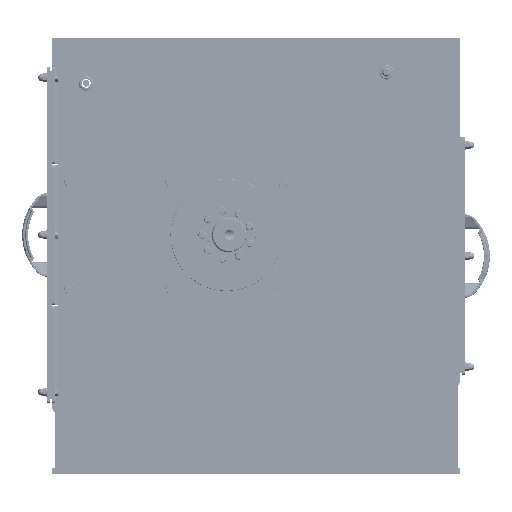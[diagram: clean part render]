
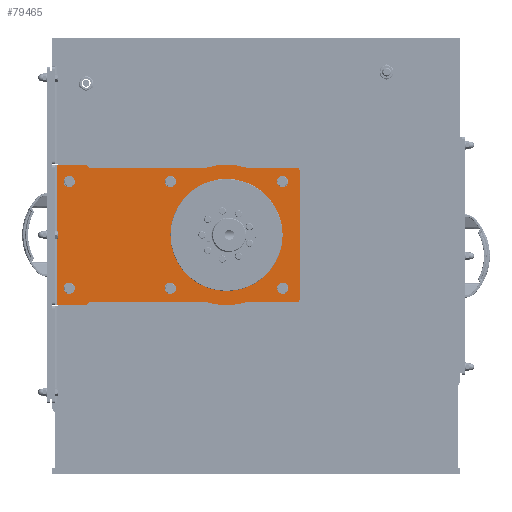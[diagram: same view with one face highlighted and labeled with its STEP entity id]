
A CAD part, left-side view. The second image highlights one B-rep face of the part: STEP entity #79465.
In plain terms, the highlighted planar face has unit normal (-1, 0, 0).
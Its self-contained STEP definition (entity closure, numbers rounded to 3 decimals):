
#5761=LINE('',#127197,#11424);
#5767=LINE('',#127218,#11430);
#5770=LINE('',#127224,#11433);
#5774=LINE('',#127230,#11437);
#5777=LINE('',#127235,#11440);
#5780=LINE('',#127247,#11443);
#5783=LINE('',#127253,#11446);
#5786=LINE('',#127258,#11449);
#5788=LINE('',#127262,#11451);
#5789=LINE('',#127263,#11452);
#11424=VECTOR('',#100876,10.);
#11430=VECTOR('',#100896,10.);
#11433=VECTOR('',#100901,10.);
#11437=VECTOR('',#100907,10.);
#11440=VECTOR('',#100912,10.);
#11443=VECTOR('',#100923,10.);
#11446=VECTOR('',#100928,10.);
#11449=VECTOR('',#100933,10.);
#11451=VECTOR('',#100937,10.);
#11452=VECTOR('',#100938,10.);
#15875=FACE_BOUND('',#23498,.T.);
#15876=FACE_BOUND('',#23499,.T.);
#15877=FACE_BOUND('',#23500,.T.);
#15878=FACE_BOUND('',#23501,.T.);
#15879=FACE_BOUND('',#23502,.T.);
#15880=FACE_BOUND('',#23503,.T.);
#15881=FACE_BOUND('',#23504,.T.);
#18469=FACE_OUTER_BOUND('',#23497,.T.);
#23497=EDGE_LOOP('',(#58586,#58587,#58588,#58589,#58590,#58591,#58592,#58593,
#58594,#58595,#58596,#58597,#58598,#58599));
#23498=EDGE_LOOP('',(#58600));
#23499=EDGE_LOOP('',(#58601));
#23500=EDGE_LOOP('',(#58602));
#23501=EDGE_LOOP('',(#58603));
#23502=EDGE_LOOP('',(#58604));
#23503=EDGE_LOOP('',(#58605));
#23504=EDGE_LOOP('',(#58606));
#26597=CIRCLE('',#82520,10.);
#26617=CIRCLE('',#82565,10.);
#26661=CIRCLE('',#82672,10.);
#26663=CIRCLE('',#82676,10.);
#28082=CIRCLE('',#85812,99.5);
#28120=CIRCLE('',#85878,5.);
#28123=CIRCLE('',#85883,5.);
#28124=CIRCLE('',#85885,125.);
#28127=CIRCLE('',#85893,125.);
#28128=CIRCLE('',#85898,10.);
#28129=CIRCLE('',#85899,10.);
#30422=VERTEX_POINT('',#114121);
#30456=VERTEX_POINT('',#114257);
#30538=VERTEX_POINT('',#114607);
#30540=VERTEX_POINT('',#114614);
#33368=VERTEX_POINT('',#127024);
#33429=VERTEX_POINT('',#127187);
#33430=VERTEX_POINT('',#127188);
#33433=VERTEX_POINT('',#127196);
#33436=VERTEX_POINT('',#127204);
#33437=VERTEX_POINT('',#127208);
#33438=VERTEX_POINT('',#127209);
#33441=VERTEX_POINT('',#127217);
#33443=VERTEX_POINT('',#127223);
#33445=VERTEX_POINT('',#127233);
#33448=VERTEX_POINT('',#127240);
#33449=VERTEX_POINT('',#127242);
#33450=VERTEX_POINT('',#127246);
#33452=VERTEX_POINT('',#127252);
#33454=VERTEX_POINT('',#127261);
#33455=VERTEX_POINT('',#127264);
#33456=VERTEX_POINT('',#127266);
#37713=EDGE_CURVE('',#30422,#30422,#26597,.T.);
#37766=EDGE_CURVE('',#30456,#30456,#26617,.T.);
#37899=EDGE_CURVE('',#30538,#30538,#26661,.T.);
#37902=EDGE_CURVE('',#30540,#30540,#26663,.T.);
#42178=EDGE_CURVE('',#33368,#33368,#28082,.T.);
#42251=EDGE_CURVE('',#33429,#33430,#28120,.T.);
#42255=EDGE_CURVE('',#33430,#33433,#5761,.T.);
#42259=EDGE_CURVE('',#33433,#33436,#28123,.T.);
#42261=EDGE_CURVE('',#33437,#33438,#28124,.T.);
#42265=EDGE_CURVE('',#33438,#33441,#5767,.T.);
#42268=EDGE_CURVE('',#33441,#33443,#5770,.T.);
#42272=EDGE_CURVE('',#33429,#33437,#5774,.T.);
#42275=EDGE_CURVE('',#33443,#33445,#5777,.T.);
#42278=EDGE_CURVE('',#33449,#33448,#28127,.T.);
#42280=EDGE_CURVE('',#33450,#33449,#5780,.T.);
#42283=EDGE_CURVE('',#33452,#33450,#5783,.T.);
#42286=EDGE_CURVE('',#33448,#33436,#5786,.T.);
#42288=EDGE_CURVE('',#33454,#33445,#5788,.T.);
#42289=EDGE_CURVE('',#33452,#33454,#5789,.T.);
#42290=EDGE_CURVE('',#33455,#33455,#28128,.T.);
#42291=EDGE_CURVE('',#33456,#33456,#28129,.T.);
#58586=ORIENTED_EDGE('',*,*,#42251,.F.);
#58587=ORIENTED_EDGE('',*,*,#42272,.T.);
#58588=ORIENTED_EDGE('',*,*,#42261,.T.);
#58589=ORIENTED_EDGE('',*,*,#42265,.T.);
#58590=ORIENTED_EDGE('',*,*,#42268,.T.);
#58591=ORIENTED_EDGE('',*,*,#42275,.T.);
#58592=ORIENTED_EDGE('',*,*,#42288,.F.);
#58593=ORIENTED_EDGE('',*,*,#42289,.F.);
#58594=ORIENTED_EDGE('',*,*,#42283,.T.);
#58595=ORIENTED_EDGE('',*,*,#42280,.T.);
#58596=ORIENTED_EDGE('',*,*,#42278,.T.);
#58597=ORIENTED_EDGE('',*,*,#42286,.T.);
#58598=ORIENTED_EDGE('',*,*,#42259,.F.);
#58599=ORIENTED_EDGE('',*,*,#42255,.F.);
#58600=ORIENTED_EDGE('',*,*,#37713,.T.);
#58601=ORIENTED_EDGE('',*,*,#37766,.T.);
#58602=ORIENTED_EDGE('',*,*,#37899,.T.);
#58603=ORIENTED_EDGE('',*,*,#37902,.T.);
#58604=ORIENTED_EDGE('',*,*,#42290,.T.);
#58605=ORIENTED_EDGE('',*,*,#42291,.T.);
#58606=ORIENTED_EDGE('',*,*,#42178,.T.);
#71429=PLANE('',#85897);
#79465=ADVANCED_FACE('',(#18469,#15875,#15876,#15877,#15878,#15879,#15880,
#15881),#71429,.F.);
#82520=AXIS2_PLACEMENT_3D('',#114122,#91691,#91692);
#82565=AXIS2_PLACEMENT_3D('',#114258,#91802,#91803);
#82672=AXIS2_PLACEMENT_3D('',#114608,#92069,#92070);
#82676=AXIS2_PLACEMENT_3D('',#114615,#92078,#92079);
#85812=AXIS2_PLACEMENT_3D('',#127026,#100701,#100702);
#85878=AXIS2_PLACEMENT_3D('',#127189,#100868,#100869);
#85883=AXIS2_PLACEMENT_3D('',#127205,#100883,#100884);
#85885=AXIS2_PLACEMENT_3D('',#127210,#100888,#100889);
#85893=AXIS2_PLACEMENT_3D('',#127243,#100918,#100919);
#85897=AXIS2_PLACEMENT_3D('',#127260,#100935,#100936);
#85898=AXIS2_PLACEMENT_3D('',#127265,#100939,#100940);
#85899=AXIS2_PLACEMENT_3D('',#127267,#100941,#100942);
#91691=DIRECTION('center_axis',(1.,0.,0.));
#91692=DIRECTION('ref_axis',(0.,-1.,0.));
#91802=DIRECTION('center_axis',(1.,0.,0.));
#91803=DIRECTION('ref_axis',(0.,-1.,0.));
#92069=DIRECTION('center_axis',(1.,0.,0.));
#92070=DIRECTION('ref_axis',(0.,-1.,0.));
#92078=DIRECTION('center_axis',(1.,0.,0.));
#92079=DIRECTION('ref_axis',(0.,-1.,0.));
#100701=DIRECTION('center_axis',(1.,0.,0.));
#100702=DIRECTION('ref_axis',(0.,-0.866,-0.5));
#100868=DIRECTION('center_axis',(1.,0.,0.));
#100869=DIRECTION('ref_axis',(0.,-0.707,0.707));
#100876=DIRECTION('',(0.,0.,-1.));
#100883=DIRECTION('center_axis',(1.,0.,0.));
#100884=DIRECTION('ref_axis',(0.,-0.707,-0.707));
#100888=DIRECTION('center_axis',(-1.,0.,0.));
#100889=DIRECTION('ref_axis',(0.,-0.28,-0.96));
#100896=DIRECTION('',(0.,1.,0.));
#100901=DIRECTION('',(0.,0.707,0.707));
#100907=DIRECTION('',(0.,1.,0.));
#100912=DIRECTION('',(0.,1.,0.));
#100918=DIRECTION('center_axis',(-1.,0.,0.));
#100919=DIRECTION('ref_axis',(0.,-0.28,0.96));
#100923=DIRECTION('',(0.,-1.,0.));
#100928=DIRECTION('',(0.,-0.707,0.707));
#100933=DIRECTION('',(0.,-1.,0.));
#100935=DIRECTION('center_axis',(1.,0.,0.));
#100936=DIRECTION('ref_axis',(0.,0.,
-1.));
#100937=DIRECTION('',(0.,0.,1.));
#100938=DIRECTION('',(0.,1.,0.));
#100939=DIRECTION('center_axis',(1.,0.,0.));
#100940=DIRECTION('ref_axis',(0.,-1.,0.));
#100941=DIRECTION('center_axis',(1.,0.,0.));
#100942=DIRECTION('ref_axis',(0.,-1.,0.));
#114121=CARTESIAN_POINT('',(-574.,-37.5,-245.));
#114122=CARTESIAN_POINT('Origin',(-574.,-47.5,-245.));
#114257=CARTESIAN_POINT('',(-574.,162.5,-245.));
#114258=CARTESIAN_POINT('Origin',(-574.,152.5,-245.));
#114607=CARTESIAN_POINT('',(-574.,-37.5,-435.));
#114608=CARTESIAN_POINT('Origin',(-574.,-47.5,-435.));
#114614=CARTESIAN_POINT('',(-574.,162.5,-435.));
#114615=CARTESIAN_POINT('Origin',(-574.,152.5,-435.));
#127024=CARTESIAN_POINT('',(-574.,138.67,-290.25));
#127026=CARTESIAN_POINT('Origin',(-574.,52.5,-340.));
#127187=CARTESIAN_POINT('',(-574.,-72.5,-220.));
#127188=CARTESIAN_POINT('',(-574.,-77.5,-225.));
#127189=CARTESIAN_POINT('Origin',(-574.,-72.5,-225.));
#127196=CARTESIAN_POINT('',(-574.,-77.5,-455.));
#127197=CARTESIAN_POINT('',(-574.,-77.5,-215.));
#127204=CARTESIAN_POINT('',(-574.,-72.5,-460.));
#127205=CARTESIAN_POINT('Origin',(-574.,-72.5,-455.));
#127208=CARTESIAN_POINT('',(-574.,17.5,-220.));
#127209=CARTESIAN_POINT('',(-574.,87.5,-220.));
#127210=CARTESIAN_POINT('Origin',(-574.,52.5,-340.));
#127217=CARTESIAN_POINT('',(-574.,297.5,-220.));
#127218=CARTESIAN_POINT('',(-574.,227.262,-220.));
#127223=CARTESIAN_POINT('',(-574.,302.5,-215.));
#127224=CARTESIAN_POINT('',(-574.,234.881,-282.619));
#127230=CARTESIAN_POINT('',(-574.,87.262,-220.));
#127233=CARTESIAN_POINT('',(-574.,354.5,-215.));
#127235=CARTESIAN_POINT('',(-574.,-77.5,-215.));
#127240=CARTESIAN_POINT('',(-574.,17.5,-460.));
#127242=CARTESIAN_POINT('',(-574.,87.5,-460.));
#127243=CARTESIAN_POINT('Origin',(-574.,52.5,-340.));
#127246=CARTESIAN_POINT('',(-574.,297.5,-460.));
#127247=CARTESIAN_POINT('',(-574.,227.262,-460.));
#127252=CARTESIAN_POINT('',(-574.,302.5,-465.));
#127253=CARTESIAN_POINT('',(-574.,234.881,-397.381));
#127258=CARTESIAN_POINT('',(-574.,87.262,-460.));
#127260=CARTESIAN_POINT('Origin',(-574.,157.024,-340.));
#127261=CARTESIAN_POINT('',(-574.,354.5,-465.));
#127262=CARTESIAN_POINT('',(-574.,354.5,-340.));
#127263=CARTESIAN_POINT('',(-574.,-77.5,-465.));
#127264=CARTESIAN_POINT('',(-574.,342.5,-245.));
#127265=CARTESIAN_POINT('Origin',(-574.,332.5,-245.));
#127266=CARTESIAN_POINT('',(-574.,342.5,-435.));
#127267=CARTESIAN_POINT('Origin',(-574.,332.5,-435.));
